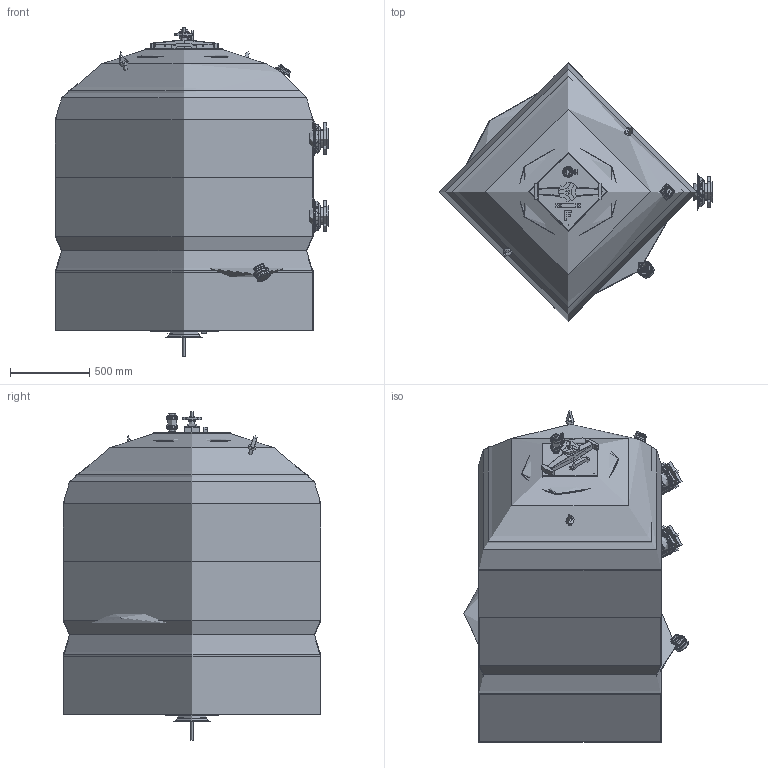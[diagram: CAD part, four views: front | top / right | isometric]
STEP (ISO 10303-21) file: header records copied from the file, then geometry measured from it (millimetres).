
FILE_DESCRIPTION( ( '' ), '1' );
FILE_NAME( '170705 HCFF63902WVA (VFSCN216090H).stp', '2017-07-19T11:37:38', ( 'Fiberpool Internacional' ), ( 'Fiberpool Internacional' ), 'PSStep 14.0', 'SolidEdgeST3', ' ' );
FILE_SCHEMA( ( 'AUTOMOTIVE_DESIGN { 1 0 10303 214 1 1 1 1 }' ) );
Length unit declared in the file: millimetre
Products named in the file (46): filtre 1600 FB HAYW 170705-oa16; Válvula de bola 32-1pols; Salida tornillos d-90 p1400-1600-oa3; Salida tornillos d-90 p1400-1600-oa1; Tapa oval filtro industrial completa 2,5 BARS-oa10; Sortida descarga de arena 63-oa11; Base tapa ovalada filtro 2,5 BARS-oa7; Manòmetre filtro industrial 2011 -oa13; Assem1; Desaigua filtre industrial 1pols-oa12; Manòmetre  ; cos manòmetre filtre industrial; fons manòmetre; agulla manòmetre; vidre manòmetre; Volante filtro-oa8; Varilla Roscada M-14x165mm Inox 304; TUERCA INFERIOR SUJ_JUNTA TAP_OV; JUNTA TOR.22,00x4,00 NBR-70; TUERCA SUPERIOR SUJ_JUNTA TAP_OV; Base tapa ovalada filtro 2,5 BAR Act-oa6; cos válvula 32-1pols; manguito valvula bola 32-1pols; femella valvula 32-1pols; maneta válvula 32-1pols; Bolt_DIN_580_M24_v8.00; Maneta tapa filtro; Puente; Machon doble rosca 1pols; ; ; Embellidor manòmetre PVC; Cos sortida plipropilè 63; femella pasant polipropilè 63; ; CUERPO BRIDA DE TORNILLOS D-90 Rev140124; Embellecedor d-90; manguito portabrida d-90; Brida libre d-90; Tubo Ø90 L= 110mm ...
Bounding box: 1730 x 1630 x 2075.5 mm (x, y, z)
Volume: 377546876.6 mm3; surface area: 76253644.5 mm2
Topology: 182 solids, 182 shells, 5484 faces, 13671 edges, 8902 vertices
Faces by surface type: plane 3128, cylinder 1557, cone 318, bspline 275, torus 161, sphere 29, offset 10, extrusion 6
Full cylindrical faces by diameter (mm): 6 x45, 8 x8, 10.106 x10, 11.75 x6, 11.835 x5, 12 x5, 13 x8, 14 x5, 14.5 x5, 15.5 x4, 16 x4, 18 x40, 19.6 x5, 21 x7, 22 x8, 23 x4, 23.5 x8, 24 x14, 25 x15, 26 x16, 29 x5, 29.5 x5, 29.605 x8, 32 x26, 33 x4, 35.5 x11, 37.5 x4, 38 x4, 41.5 x15, 42 x4
Entity records: 70855 total; most frequent: CARTESIAN_POINT 41180, DIRECTION 4500, ORIENTED_EDGE 4190, EDGE_CURVE 2095, AXIS2_PLACEMENT_3D 1749, VERTEX_POINT 1458, EDGE_LOOP 1309, FACE_OUTER_BOUND 1124
